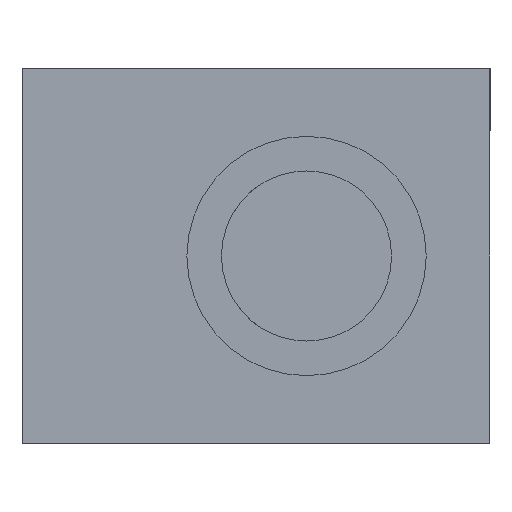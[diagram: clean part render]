
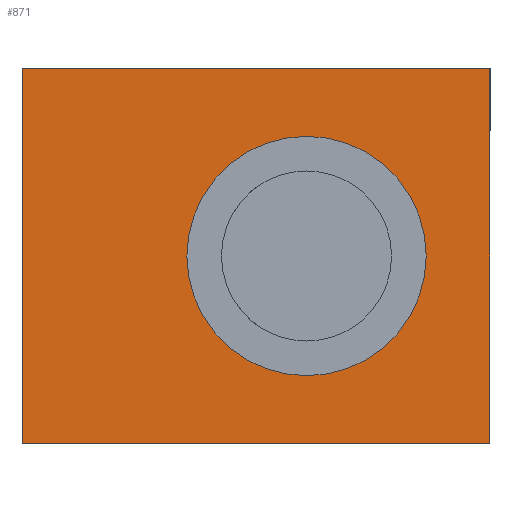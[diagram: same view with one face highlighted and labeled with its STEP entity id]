
A CAD part, left-side view. The second image highlights one B-rep face of the part: STEP entity #871.
In plain terms, the highlighted planar face has unit normal (-1, 0, 0).
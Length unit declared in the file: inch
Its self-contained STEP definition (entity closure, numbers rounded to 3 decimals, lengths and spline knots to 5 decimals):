
#10 = DIRECTION ( 'NONE',  ( 0., -1., 0. ) ) ;
#61 = EDGE_LOOP ( 'NONE', ( #317, #916, #150, #520 ) ) ;
#71 = VERTEX_POINT ( 'NONE', #1032 ) ;
#98 = LINE ( 'NONE', #781, #307 ) ;
#103 = EDGE_CURVE ( 'NONE', #429, #931, #98, .T. ) ;
#119 = DIRECTION ( 'NONE',  ( 0., 0., 1. ) ) ;
#124 = CARTESIAN_POINT ( 'NONE',  ( 0., 0.55, 0.44 ) ) ;
#150 = ORIENTED_EDGE ( 'NONE', *, *, #748, .F. ) ;
#151 = DIRECTION ( 'NONE',  ( 0., 0., -1. ) ) ;
#152 = CIRCLE ( 'NONE', #439, 0.28125 ) ;
#172 = AXIS2_PLACEMENT_3D ( 'NONE', #1015, #757, #243 ) ;
#184 = EDGE_LOOP ( 'NONE', ( #397, #349 ) ) ;
#209 = LINE ( 'NONE', #124, #450 ) ;
#235 = DIRECTION ( 'NONE',  ( 0., 0., -1. ) ) ;
#242 = AXIS2_PLACEMENT_3D ( 'NONE', #262, #604, #151 ) ;
#243 = DIRECTION ( 'NONE',  ( 0., 0., 1. ) ) ;
#245 = LINE ( 'NONE', #328, #681 ) ;
#262 = CARTESIAN_POINT ( 'NONE',  ( 0., 0., 0. ) ) ;
#307 = VECTOR ( 'NONE', #10, 39.37008 ) ;
#317 = ORIENTED_EDGE ( 'NONE', *, *, #103, .F. ) ;
#319 = LINE ( 'NONE', #869, #585 ) ;
#328 = CARTESIAN_POINT ( 'NONE',  ( 0., 0.55, -0.44 ) ) ;
#336 = CARTESIAN_POINT ( 'NONE',  ( 0., 0.55, 0.44 ) ) ;
#346 = EDGE_CURVE ( 'NONE', #834, #429, #209, .T. ) ;
#349 = ORIENTED_EDGE ( 'NONE', *, *, #427, .F. ) ;
#352 = FACE_OUTER_BOUND ( 'NONE', #61, .T. ) ;
#397 = ORIENTED_EDGE ( 'NONE', *, *, #968, .F. ) ;
#427 = EDGE_CURVE ( 'NONE', #71, #1099, #943, .T. ) ;
#429 = VERTEX_POINT ( 'NONE', #336 ) ;
#439 = AXIS2_PLACEMENT_3D ( 'NONE', #726, #546, #912 ) ;
#450 = VECTOR ( 'NONE', #119, 39.37008 ) ;
#520 = ORIENTED_EDGE ( 'NONE', *, *, #942, .F. ) ;
#524 = CARTESIAN_POINT ( 'NONE',  ( 0., -0.55, 0.44 ) ) ;
#546 = DIRECTION ( 'NONE',  ( -1., 0., 0. ) ) ;
#573 = CARTESIAN_POINT ( 'NONE',  ( 0., -0.55, -0.44 ) ) ;
#585 = VECTOR ( 'NONE', #235, 39.37008 ) ;
#604 = DIRECTION ( 'NONE',  ( 1., 0., 0. ) ) ;
#681 = VECTOR ( 'NONE', #775, 39.37008 ) ;
#690 = FACE_BOUND ( 'NONE', #184, .T. ) ;
#726 = CARTESIAN_POINT ( 'NONE',  ( 0., -0.11875, 0. ) ) ;
#748 = EDGE_CURVE ( 'NONE', #841, #834, #245, .T. ) ;
#757 = DIRECTION ( 'NONE',  ( -1., 0., 0. ) ) ;
#775 = DIRECTION ( 'NONE',  ( 0., 1., 0. ) ) ;
#781 = CARTESIAN_POINT ( 'NONE',  ( 0., 0.55, 0.44 ) ) ;
#784 = CARTESIAN_POINT ( 'NONE',  ( 0., 0.55, -0.44 ) ) ;
#834 = VERTEX_POINT ( 'NONE', #784 ) ;
#841 = VERTEX_POINT ( 'NONE', #573 ) ;
#869 = CARTESIAN_POINT ( 'NONE',  ( 0., -0.55, 0.44 ) ) ;
#871 = ADVANCED_FACE ( 'NONE', ( #690, #352 ), #925, .F. ) ;
#912 = DIRECTION ( 'NONE',  ( 0., 0., 1. ) ) ;
#916 = ORIENTED_EDGE ( 'NONE', *, *, #346, .F. ) ;
#925 = PLANE ( 'NONE',  #242 ) ;
#931 = VERTEX_POINT ( 'NONE', #524 ) ;
#942 = EDGE_CURVE ( 'NONE', #931, #841, #319, .T. ) ;
#943 = CIRCLE ( 'NONE', #172, 0.28125 ) ;
#968 = EDGE_CURVE ( 'NONE', #1099, #71, #152, .T. ) ;
#980 = CARTESIAN_POINT ( 'NONE',  ( 0., -0.11875, 0.28125 ) ) ;
#1015 = CARTESIAN_POINT ( 'NONE',  ( 0., -0.11875, 0. ) ) ;
#1032 = CARTESIAN_POINT ( 'NONE',  ( 0., -0.11875, -0.28125 ) ) ;
#1099 = VERTEX_POINT ( 'NONE', #980 ) ;
